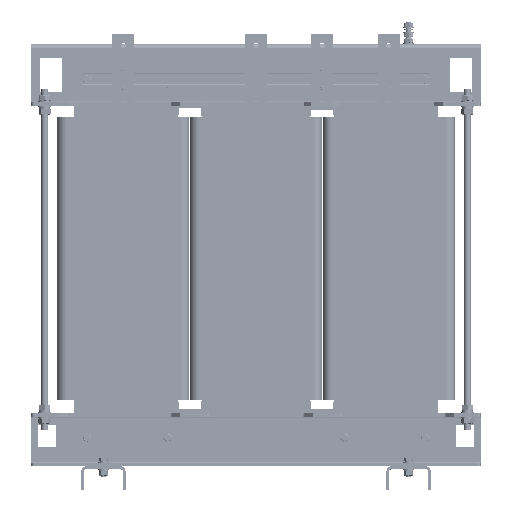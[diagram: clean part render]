
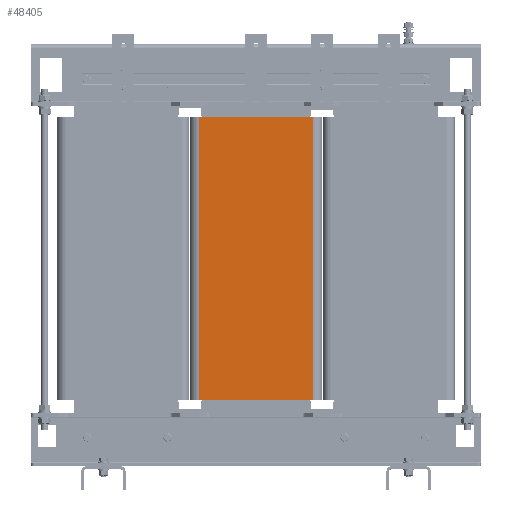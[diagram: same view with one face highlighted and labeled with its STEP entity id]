
A CAD part, top view. The second image highlights one B-rep face of the part: STEP entity #48405.
In plain terms, the highlighted planar face has unit normal (0, 0, 1).
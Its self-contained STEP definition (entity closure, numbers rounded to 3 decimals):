
#11282=FACE_OUTER_BOUND('',#15299,.T.);
#15299=EDGE_LOOP('',(#40143,#40144,#40145,#40146));
#18931=LINE('',#78522,#21589);
#18936=LINE('',#78539,#21594);
#18948=LINE('',#78569,#21606);
#18957=LINE('',#78587,#21615);
#21589=VECTOR('',#63902,10.);
#21594=VECTOR('',#63917,10.);
#21606=VECTOR('',#63945,10.);
#21615=VECTOR('',#63964,10.);
#25104=VERTEX_POINT('',#78519);
#25105=VERTEX_POINT('',#78521);
#25112=VERTEX_POINT('',#78537);
#25122=VERTEX_POINT('',#78567);
#30409=EDGE_CURVE('',#25104,#25105,#18931,.T.);
#30418=EDGE_CURVE('',#25104,#25112,#18936,.T.);
#30433=EDGE_CURVE('',#25122,#25112,#18948,.T.);
#30442=EDGE_CURVE('',#25122,#25105,#18957,.T.);
#40143=ORIENTED_EDGE('',*,*,#30409,.F.);
#40144=ORIENTED_EDGE('',*,*,#30418,.T.);
#40145=ORIENTED_EDGE('',*,*,#30433,.F.);
#40146=ORIENTED_EDGE('',*,*,#30442,.T.);
#46058=PLANE('',#53272);
#48405=ADVANCED_FACE('',(#11282),#46058,.T.);
#53272=AXIS2_PLACEMENT_3D('',#78586,#63962,#63963);
#63902=DIRECTION('',(0.,-1.,0.));
#63917=DIRECTION('',(-1.,0.,0.));
#63945=DIRECTION('',(0.,1.,0.));
#63962=DIRECTION('center_axis',(0.,0.,1.));
#63963=DIRECTION('ref_axis',(-1.,0.,0.));
#63964=DIRECTION('',(1.,0.,0.));
#78519=CARTESIAN_POINT('',(129.5,320.,145.));
#78521=CARTESIAN_POINT('',(129.5,-320.,145.));
#78522=CARTESIAN_POINT('',(129.5,0.,145.));
#78537=CARTESIAN_POINT('',(-129.5,320.,145.));
#78539=CARTESIAN_POINT('',(-149.5,320.,145.));
#78567=CARTESIAN_POINT('',(-129.5,-320.,145.));
#78569=CARTESIAN_POINT('',(-129.5,0.,145.));
#78586=CARTESIAN_POINT('Origin',(-149.5,0.,145.));
#78587=CARTESIAN_POINT('',(-149.5,-320.,145.));
